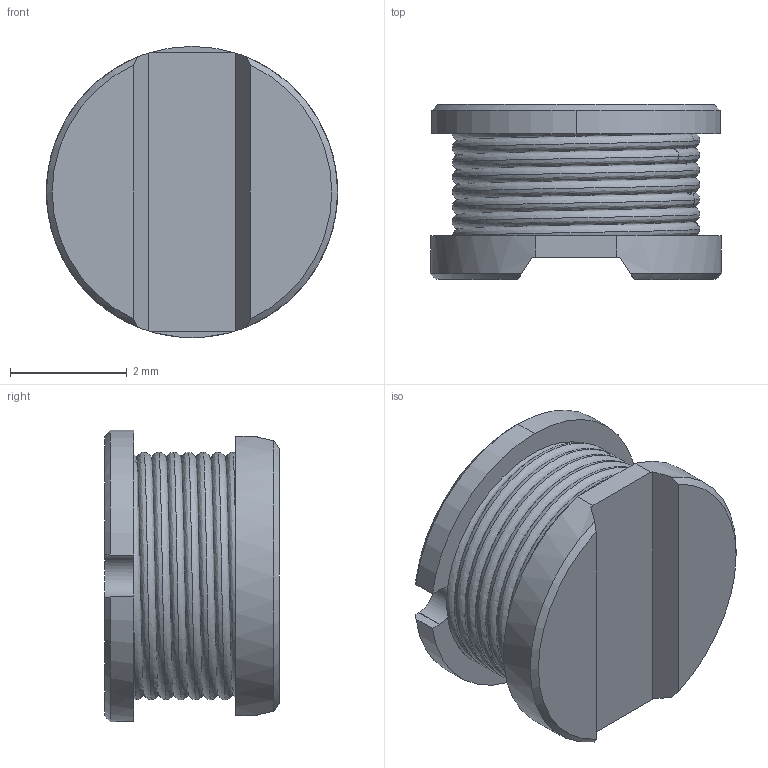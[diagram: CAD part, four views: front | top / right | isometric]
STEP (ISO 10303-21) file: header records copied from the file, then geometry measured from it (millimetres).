
FILE_DESCRIPTION (( 'STEP AP214' ), '1' );
FILE_NAME ('User Library-sdr0503.stp.STEP', '2019-10-21T18:29:27', ( '' ), ( '' ), 'SwSTEP 2.0', 'SolidWorks 2019', '' );
FILE_SCHEMA (( 'AUTOMOTIVE_DESIGN' ));
Length unit declared in the file: millimetre
Products named in the file (1): User Library-sdr0503.stp
Bounding box: 5 x 3 x 5 mm (x, y, z)
Volume: 25.2 mm3; surface area: 160.5 mm2
Topology: 1 solids, 1 shells, 41 faces, 108 edges, 68 vertices
Faces by surface type: plane 19, cylinder 11, bspline 6, cone 5
Entity records: 5988 total; most frequent: CARTESIAN_POINT 4591, ORIENTED_EDGE 216, DIRECTION 182, EDGE_CURVE 108, AXIS2_PLACEMENT_3D 74, VERTEX_POINT 68, EDGE_LOOP 42, FACE_OUTER_BOUND 41
